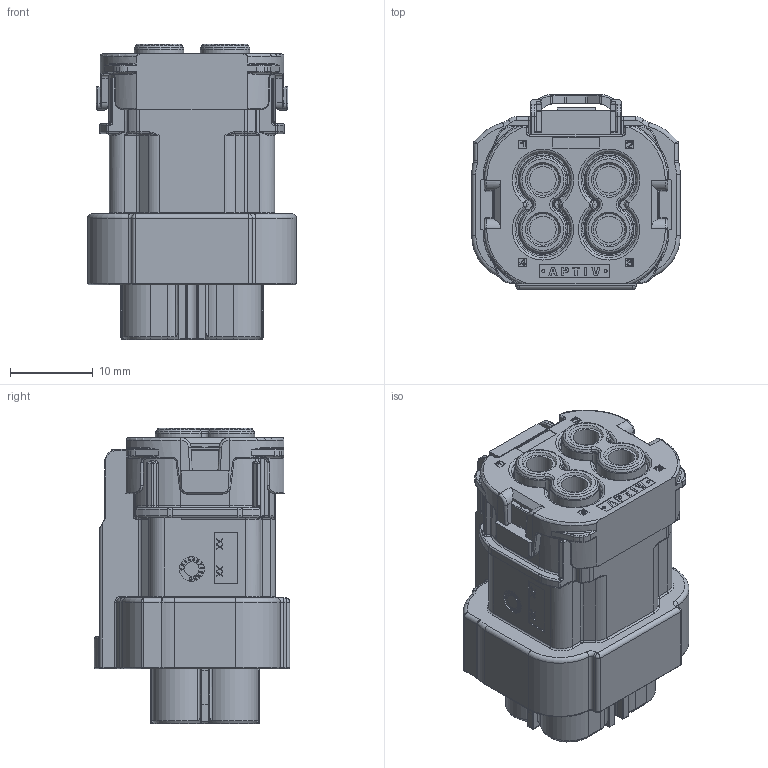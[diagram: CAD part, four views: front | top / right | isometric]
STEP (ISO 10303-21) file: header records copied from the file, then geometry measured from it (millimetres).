
FILE_DESCRIPTION(/* description */ (''),/* implementation_level */ '2;1');
FILE_NAME(/* name */ '35709360-CODE E.stp',/* time_stamp */ '2023-07-25T09:18:18+08:00',/* author */ (''),/* organization */ (''),/* preprocessor_version */ 'ST-DEVELOPER v16',/* originating_system */ 'SIEMENS PLM Software NX 11.0',/* authorisation */ '');
FILE_SCHEMA (('AUTOMOTIVE_DESIGN { 1 0 10303 214 3 1 1 1 }'));
Products named in the file (1): 35709360-CODE E
Bounding box: 25.24 x 23.63 x 35.7 mm (x, y, z)
Volume: 10193.5 mm3; surface area: 7410.3 mm2
Topology: 1 solids, 16 shells, 2892 faces, 7334 edges, 4456 vertices
Faces by surface type: plane 1181, cylinder 849, torus 385, bspline 183, cone 144, extrusion 89, sphere 61
Full cylindrical faces by diameter (mm): 0.373 x4, 1.75 x1, 3 x1, 3.2 x4
Entity records: 115308 total; most frequent: CARTESIAN_POINT 27438, ORIENTED_EDGE 14432, DIRECTION 13765, EDGE_CURVE 7216, AXIS2_PLACEMENT_3D 5010, VERTEX_POINT 4443, VECTOR 3745, LINE 3656
